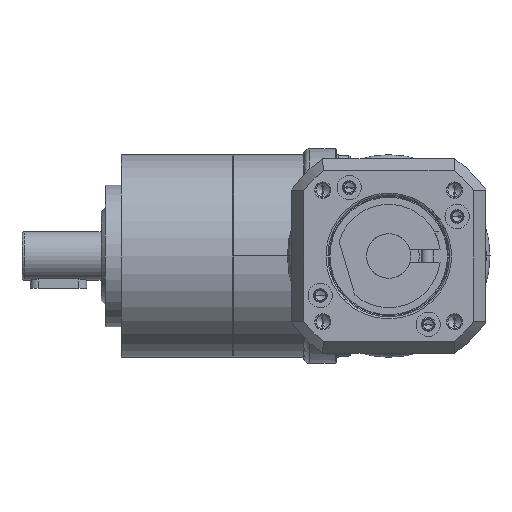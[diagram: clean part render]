
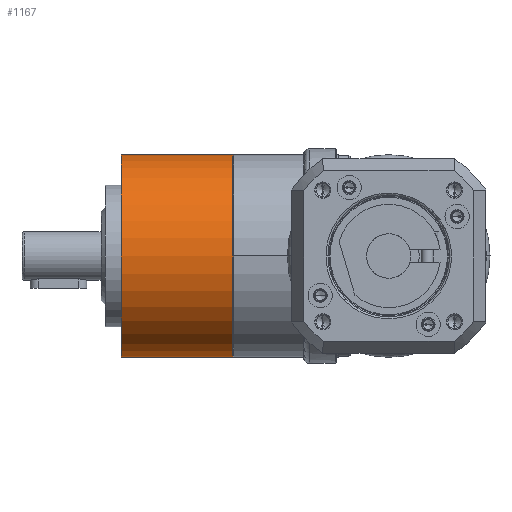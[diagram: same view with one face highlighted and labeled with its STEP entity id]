
A CAD part, front view. The second image highlights one B-rep face of the part: STEP entity #1167.
In plain terms, the highlighted cylindrical face has radius 25 mm (diameter 50 mm), a partial arc.
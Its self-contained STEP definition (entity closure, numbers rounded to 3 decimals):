
#31=CARTESIAN_POINT('',(0.,0.,0.));
#32=DIRECTION('',(-1.,0.,0.));
#33=DIRECTION('',(0.,1.,0.));
#34=AXIS2_PLACEMENT_3D('',#31,#32,#33);
#415=DIRECTION('',(-1.,0.,0.));
#416=VECTOR('',#415,27.5);
#417=CARTESIAN_POINT('',(27.5,25.,0.));
#418=LINE('',#417,#416);
#419=DIRECTION('',(-1.,0.,0.));
#420=VECTOR('',#419,27.5);
#421=CARTESIAN_POINT('',(27.5,-25.,0.));
#422=LINE('',#421,#420);
#423=CARTESIAN_POINT('',(27.5,0.,0.));
#424=DIRECTION('',(-1.,0.,0.));
#425=DIRECTION('',(0.,1.,0.));
#426=AXIS2_PLACEMENT_3D('',#423,#424,#425);
#467=CARTESIAN_POINT('',(27.5,25.,0.));
#468=CARTESIAN_POINT('',(0.,25.,0.));
#469=VERTEX_POINT('',#467);
#470=VERTEX_POINT('',#468);
#479=CARTESIAN_POINT('',(27.5,-25.,0.));
#480=CARTESIAN_POINT('',(0.,-25.,0.));
#481=VERTEX_POINT('',#479);
#482=VERTEX_POINT('',#480);
#1153=CARTESIAN_POINT('',(-27.1,0.,0.));
#1154=DIRECTION('',(1.,0.,0.));
#1155=DIRECTION('',(0.,-1.,0.));
#1156=AXIS2_PLACEMENT_3D('',#1153,#1154,#1155);
#1157=CYLINDRICAL_SURFACE('',#1156,25.);
#1159=ORIENTED_EDGE('',*,*,#1158,.T.);
#1160=ORIENTED_EDGE('',*,*,#579,.T.);
#1162=ORIENTED_EDGE('',*,*,#1161,.F.);
#1164=ORIENTED_EDGE('',*,*,#1163,.F.);
#1165=EDGE_LOOP('',(#1159,#1160,#1162,#1164));
#1166=FACE_OUTER_BOUND('',#1165,.F.);
#1167=ADVANCED_FACE('',(#1166),#1157,.T.);
#35=CIRCLE('',#34,25.);
#427=CIRCLE('',#426,25.);
#579=EDGE_CURVE('',#470,#482,#35,.T.);
#1158=EDGE_CURVE('',#469,#470,#418,.T.);
#1161=EDGE_CURVE('',#481,#482,#422,.T.);
#1163=EDGE_CURVE('',#469,#481,#427,.T.);
